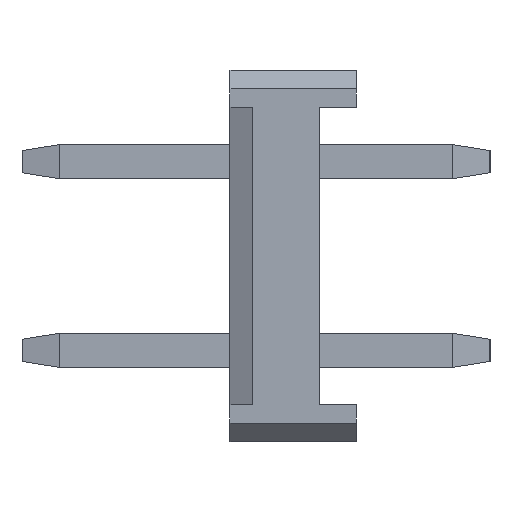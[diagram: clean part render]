
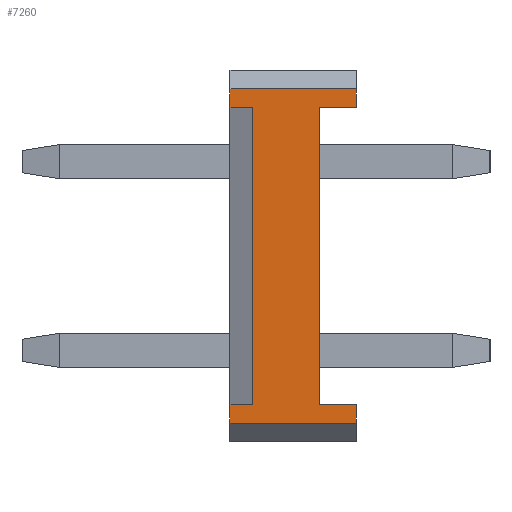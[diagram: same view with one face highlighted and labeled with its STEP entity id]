
A CAD part, left-side view. The second image highlights one B-rep face of the part: STEP entity #7260.
In plain terms, the highlighted planar face has unit normal (-1, 0, 0).
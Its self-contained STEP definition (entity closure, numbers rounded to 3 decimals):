
#7157=CARTESIAN_POINT('',(-0.635,0.,0.));
#7158=DIRECTION('',(0.,0.,-1.));
#7159=DIRECTION('',(-1.,-0.,-0.));
#7160=AXIS2_PLACEMENT_3D('',#7157,#7159,#7158);
#7161=PLANE('',#7160);
#7162=CARTESIAN_POINT('',(-0.635,1.4,2.));
#7163=VERTEX_POINT('',#7162);
#7164=CARTESIAN_POINT('',(-0.635,1.4,-2.));
#7165=VERTEX_POINT('',#7164);
#7166=CARTESIAN_POINT('',(-0.635,1.4,2.));
#7167=DIRECTION('',(0.,0.,-1.));
#7168=VECTOR('',#7167,4.);
#7169=LINE('',#7166,#7168);
#7170=EDGE_CURVE('',#7163,#7165,#7169,.T.);
#7171=ORIENTED_EDGE('',*,*,#7170,.T.);
#7172=CARTESIAN_POINT('',(-0.635,1.7,-2.));
#7173=VERTEX_POINT('',#7172);
#7174=CARTESIAN_POINT('',(-0.635,1.4,-2.));
#7175=DIRECTION('',(0.,1.,0.));
#7176=VECTOR('',#7175,0.3);
#7177=LINE('',#7174,#7176);
#7178=EDGE_CURVE('',#7165,#7173,#7177,.T.);
#7179=ORIENTED_EDGE('',*,*,#7178,.T.);
#7180=CARTESIAN_POINT('',(-0.635,1.7,-2.25));
#7181=VERTEX_POINT('',#7180);
#7182=CARTESIAN_POINT('',(-0.635,1.7,-2.));
#7183=DIRECTION('',(0.,0.,-1.));
#7184=VECTOR('',#7183,0.25);
#7185=LINE('',#7182,#7184);
#7186=EDGE_CURVE('',#7173,#7181,#7185,.T.);
#7187=ORIENTED_EDGE('',*,*,#7186,.T.);
#7188=CARTESIAN_POINT('',(-0.635,0.,-2.25));
#7189=VERTEX_POINT('',#7188);
#7190=CARTESIAN_POINT('',(-0.635,1.7,-2.25));
#7191=DIRECTION('',(0.,-1.,0.));
#7192=VECTOR('',#7191,1.7);
#7193=LINE('',#7190,#7192);
#7194=EDGE_CURVE('',#7181,#7189,#7193,.T.);
#7195=ORIENTED_EDGE('',*,*,#7194,.T.);
#7196=CARTESIAN_POINT('',(-0.635,0.,-2.));
#7197=VERTEX_POINT('',#7196);
#7198=CARTESIAN_POINT('',(-0.635,0.,-2.25));
#7199=DIRECTION('',(0.,0.,1.));
#7200=VECTOR('',#7199,0.25);
#7201=LINE('',#7198,#7200);
#7202=EDGE_CURVE('',#7189,#7197,#7201,.T.);
#7203=ORIENTED_EDGE('',*,*,#7202,.T.);
#7204=CARTESIAN_POINT('',(-0.635,0.5,-2.));
#7205=VERTEX_POINT('',#7204);
#7206=CARTESIAN_POINT('',(-0.635,0.,-2.));
#7207=DIRECTION('',(0.,1.,0.));
#7208=VECTOR('',#7207,0.5);
#7209=LINE('',#7206,#7208);
#7210=EDGE_CURVE('',#7197,#7205,#7209,.T.);
#7211=ORIENTED_EDGE('',*,*,#7210,.T.);
#7212=CARTESIAN_POINT('',(-0.635,0.5,2.));
#7213=VERTEX_POINT('',#7212);
#7214=CARTESIAN_POINT('',(-0.635,0.5,-2.));
#7215=DIRECTION('',(0.,0.,1.));
#7216=VECTOR('',#7215,4.);
#7217=LINE('',#7214,#7216);
#7218=EDGE_CURVE('',#7205,#7213,#7217,.T.);
#7219=ORIENTED_EDGE('',*,*,#7218,.T.);
#7220=CARTESIAN_POINT('',(-0.635,0.,2.));
#7221=VERTEX_POINT('',#7220);
#7222=CARTESIAN_POINT('',(-0.635,0.5,2.));
#7223=DIRECTION('',(0.,-1.,0.));
#7224=VECTOR('',#7223,0.5);
#7225=LINE('',#7222,#7224);
#7226=EDGE_CURVE('',#7213,#7221,#7225,.T.);
#7227=ORIENTED_EDGE('',*,*,#7226,.T.);
#7228=CARTESIAN_POINT('',(-0.635,0.,2.25));
#7229=VERTEX_POINT('',#7228);
#7230=CARTESIAN_POINT('',(-0.635,0.,2.));
#7231=DIRECTION('',(0.,0.,1.));
#7232=VECTOR('',#7231,0.25);
#7233=LINE('',#7230,#7232);
#7234=EDGE_CURVE('',#7221,#7229,#7233,.T.);
#7235=ORIENTED_EDGE('',*,*,#7234,.T.);
#7236=CARTESIAN_POINT('',(-0.635,1.7,2.25));
#7237=VERTEX_POINT('',#7236);
#7238=CARTESIAN_POINT('',(-0.635,0.,2.25));
#7239=DIRECTION('',(0.,1.,0.));
#7240=VECTOR('',#7239,1.7);
#7241=LINE('',#7238,#7240);
#7242=EDGE_CURVE('',#7229,#7237,#7241,.T.);
#7243=ORIENTED_EDGE('',*,*,#7242,.T.);
#7244=CARTESIAN_POINT('',(-0.635,1.7,2.));
#7245=VERTEX_POINT('',#7244);
#7246=CARTESIAN_POINT('',(-0.635,1.7,2.25));
#7247=DIRECTION('',(0.,0.,-1.));
#7248=VECTOR('',#7247,0.25);
#7249=LINE('',#7246,#7248);
#7250=EDGE_CURVE('',#7237,#7245,#7249,.T.);
#7251=ORIENTED_EDGE('',*,*,#7250,.T.);
#7252=CARTESIAN_POINT('',(-0.635,1.7,2.));
#7253=DIRECTION('',(0.,-1.,0.));
#7254=VECTOR('',#7253,0.3);
#7255=LINE('',#7252,#7254);
#7256=EDGE_CURVE('',#7245,#7163,#7255,.T.);
#7257=ORIENTED_EDGE('',*,*,#7256,.T.);
#7258=EDGE_LOOP('',(#7171,#7179,#7187,#7195,#7203,#7211,#7219,#7227,#7235,#7243,#7251,#7257));
#7259=FACE_OUTER_BOUND('',#7258,.T.);
#7260=ADVANCED_FACE('',(#7259),#7161,.T.);
